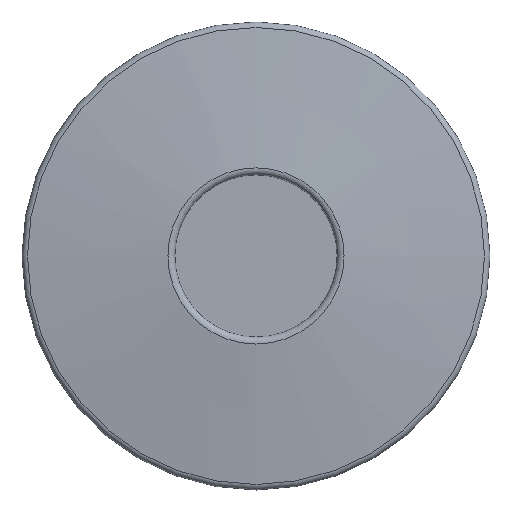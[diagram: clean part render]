
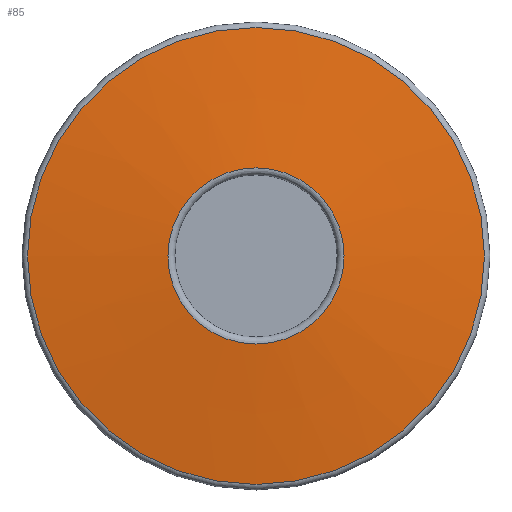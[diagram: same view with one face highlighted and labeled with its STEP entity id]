
A CAD part, top view. The second image highlights one B-rep face of the part: STEP entity #85.
In plain terms, the highlighted conical face has half-angle 83.306 degrees and reference radius 37.5 mm.
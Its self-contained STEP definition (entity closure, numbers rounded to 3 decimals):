
#22=CONICAL_SURFACE('',#109,37.5,1.454);
#31=ORIENTED_EDGE('',*,*,#41,.T.);
#32=ORIENTED_EDGE('',*,*,#42,.T.);
#41=EDGE_CURVE('',#47,#47,#53,.F.);
#42=EDGE_CURVE('',#48,#48,#54,.T.);
#47=VERTEX_POINT('',#157);
#48=VERTEX_POINT('',#159);
#53=CIRCLE('',#110,14.117);
#54=CIRCLE('',#111,36.617);
#61=EDGE_LOOP('',(#31));
#62=EDGE_LOOP('',(#32));
#73=FACE_BOUND('',#61,.T.);
#74=FACE_BOUND('',#62,.T.);
#85=ADVANCED_FACE('',(#73,#74),#22,.T.);
#109=AXIS2_PLACEMENT_3D('',#155,#132,#133);
#110=AXIS2_PLACEMENT_3D('',#156,#134,#135);
#111=AXIS2_PLACEMENT_3D('',#158,#136,#137);
#132=DIRECTION('',(0.,0.,-1.));
#133=DIRECTION('',(-1.,0.,0.));
#134=DIRECTION('',(0.,0.,1.));
#135=DIRECTION('',(1.,0.,0.));
#136=DIRECTION('',(0.,0.,1.));
#137=DIRECTION('',(1.,0.,0.));
#155=CARTESIAN_POINT('',(0.,0.,2.));
#156=CARTESIAN_POINT('',(0.,0.,4.744));
#157=CARTESIAN_POINT('',(14.117,0.,4.744));
#158=CARTESIAN_POINT('',(0.,0.,2.104));
#159=CARTESIAN_POINT('',(36.617,0.,2.104));
